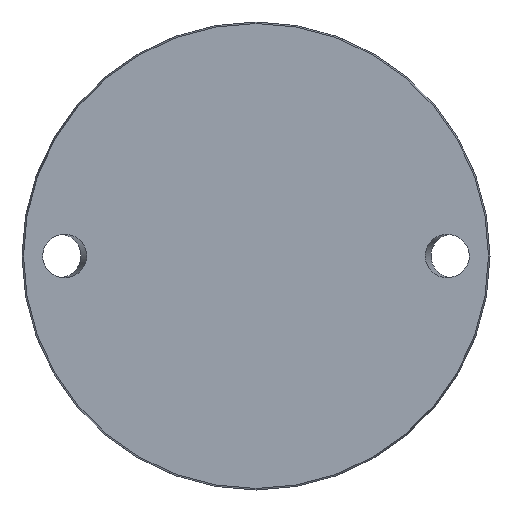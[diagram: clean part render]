
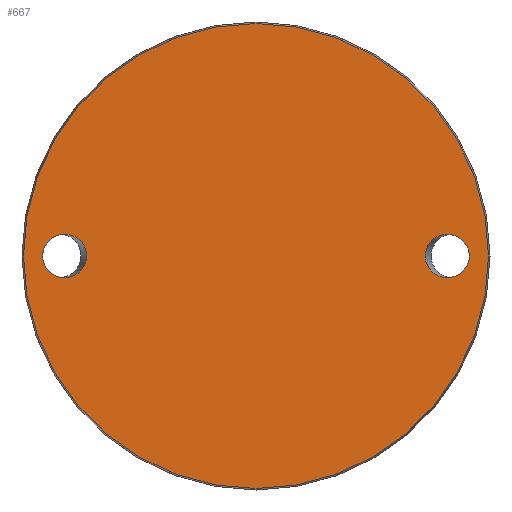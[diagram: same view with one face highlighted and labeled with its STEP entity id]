
A CAD part, front view. The second image highlights one B-rep face of the part: STEP entity #667.
In plain terms, the highlighted planar face has unit normal (0, -1, 0).
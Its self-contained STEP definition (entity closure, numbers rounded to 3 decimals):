
#16 = VERTEX_POINT ( 'NONE', #403 ) ;
#20 =( BOUNDED_CURVE ( )  B_SPLINE_CURVE ( 3, ( #806, #898, #644, #580, #657, #208, #571 ),
 .UNSPECIFIED., .T., .F. ) 
 B_SPLINE_CURVE_WITH_KNOTS ( ( 4, 3, 4 ),
 ( 0., 3.142, 6.283 ),
 .UNSPECIFIED. ) 
 CURVE ( )  GEOMETRIC_REPRESENTATION_ITEM ( )  RATIONAL_B_SPLINE_CURVE ( ( 1., 0.333, 0.333, 1., 0.333, 0.333, 1. ) ) 
 REPRESENTATION_ITEM ( '' )  );
#43 = ORIENTED_EDGE ( 'NONE', *, *, #383, .T. ) ;
#72 = CARTESIAN_POINT ( 'NONE',  ( 64.385, 0., 0. ) ) ;
#77 = FACE_BOUND ( 'NONE', #152, .T. ) ;
#144 = DIRECTION ( 'NONE',  ( 0., 0., 1. ) ) ;
#152 = EDGE_LOOP ( 'NONE', ( #892 ) ) ;
#208 = CARTESIAN_POINT ( 'NONE',  ( -81.115, 0., -16.5 ) ) ;
#224 = DIRECTION ( 'NONE',  ( 0., 1., 0. ) ) ;
#300 = CARTESIAN_POINT ( 'NONE',  ( 81.115, 0., 16.5 ) ) ;
#317 = VERTEX_POINT ( 'NONE', #619 ) ;
#381 = CARTESIAN_POINT ( 'NONE',  ( -88.425, 0., 0. ) ) ;
#383 = EDGE_CURVE ( 'NONE', #16, #16, #848, .T. ) ;
#403 = CARTESIAN_POINT ( 'NONE',  ( 0., 0., -88.425 ) ) ;
#465 = VERTEX_POINT ( 'NONE', #772 ) ;
#476 = EDGE_LOOP ( 'NONE', ( #805 ) ) ;
#511 =( BOUNDED_CURVE ( )  B_SPLINE_CURVE ( 3, ( #609, #677, #990, #756, #300, #927, #72 ),
 .UNSPECIFIED., .T., .F. ) 
 B_SPLINE_CURVE_WITH_KNOTS ( ( 4, 3, 4 ),
 ( 0., 3.142, 6.283 ),
 .UNSPECIFIED. ) 
 CURVE ( )  GEOMETRIC_REPRESENTATION_ITEM ( )  RATIONAL_B_SPLINE_CURVE ( ( 1., 0.333, 0.333, 1., 0.333, 0.333, 1. ) ) 
 REPRESENTATION_ITEM ( '' )  );
#539 = FACE_OUTER_BOUND ( 'NONE', #785, .T. ) ;
#546 = EDGE_CURVE ( 'NONE', #317, #317, #511, .T. ) ;
#553 = AXIS2_PLACEMENT_3D ( 'NONE', #381, #224, #144 ) ;
#571 = CARTESIAN_POINT ( 'NONE',  ( -81.115, 0., 0. ) ) ;
#572 = CARTESIAN_POINT ( 'NONE',  ( 0., 0., 0. ) ) ;
#580 = CARTESIAN_POINT ( 'NONE',  ( -64.385, 0., 0. ) ) ;
#598 = FACE_BOUND ( 'NONE', #476, .T. ) ;
#609 = CARTESIAN_POINT ( 'NONE',  ( 64.385, 0., 0. ) ) ;
#619 = CARTESIAN_POINT ( 'NONE',  ( 64.385, 0., 0. ) ) ;
#644 = CARTESIAN_POINT ( 'NONE',  ( -64.385, 0., 16.5 ) ) ;
#657 = CARTESIAN_POINT ( 'NONE',  ( -64.385, 0., -16.5 ) ) ;
#667 = ADVANCED_FACE ( 'NONE', ( #598, #77, #539 ), #688, .F. ) ;
#677 = CARTESIAN_POINT ( 'NONE',  ( 64.385, 0., -16.5 ) ) ;
#688 = PLANE ( 'NONE',  #553 ) ;
#747 = DIRECTION ( 'NONE',  ( 0., -1., 0. ) ) ;
#749 = AXIS2_PLACEMENT_3D ( 'NONE', #572, #747, #902 ) ;
#756 = CARTESIAN_POINT ( 'NONE',  ( 81.115, 0., 0. ) ) ;
#772 = CARTESIAN_POINT ( 'NONE',  ( -81.115, 0., 0. ) ) ;
#785 = EDGE_LOOP ( 'NONE', ( #43 ) ) ;
#805 = ORIENTED_EDGE ( 'NONE', *, *, #957, .T. ) ;
#806 = CARTESIAN_POINT ( 'NONE',  ( -81.115, 0., 0. ) ) ;
#848 = CIRCLE ( 'NONE', #749, 88.425 ) ;
#892 = ORIENTED_EDGE ( 'NONE', *, *, #546, .F. ) ;
#898 = CARTESIAN_POINT ( 'NONE',  ( -81.115, 0., 16.5 ) ) ;
#902 = DIRECTION ( 'NONE',  ( 0., 0., -1. ) ) ;
#927 = CARTESIAN_POINT ( 'NONE',  ( 64.385, 0., 16.5 ) ) ;
#957 = EDGE_CURVE ( 'NONE', #465, #465, #20, .T. ) ;
#990 = CARTESIAN_POINT ( 'NONE',  ( 81.115, 0., -16.5 ) ) ;
